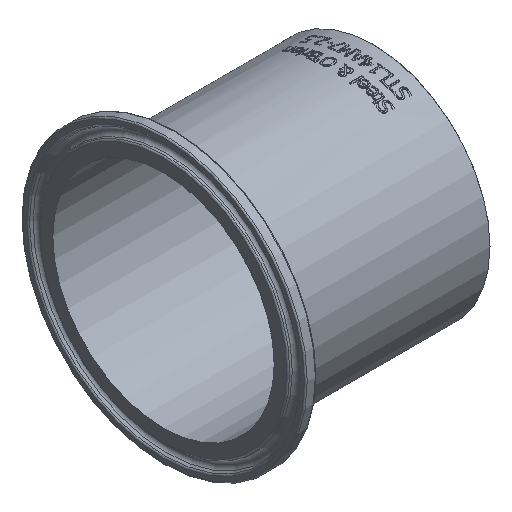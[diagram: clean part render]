
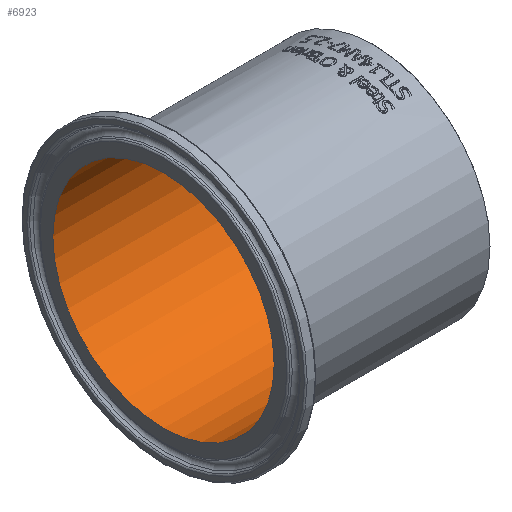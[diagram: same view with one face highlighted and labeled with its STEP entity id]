
A CAD part, isometric view. The second image highlights one B-rep face of the part: STEP entity #6923.
In plain terms, the highlighted cylindrical face has radius 30.099 mm (diameter 60.198 mm), a full revolution.
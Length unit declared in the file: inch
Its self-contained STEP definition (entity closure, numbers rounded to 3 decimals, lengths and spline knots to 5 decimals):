
#112=FACE_BOUND('',#1263,.T.);
#832=FACE_OUTER_BOUND('',#1262,.T.);
#1262=EDGE_LOOP('',(#6457));
#1263=EDGE_LOOP('',(#6458));
#1454=CIRCLE('',#7365,1.185);
#1456=CIRCLE('',#7369,1.185);
#3415=VERTEX_POINT('',#14937);
#3417=VERTEX_POINT('',#14943);
#4434=EDGE_CURVE('',#3415,#3415,#1454,.T.);
#4436=EDGE_CURVE('',#3417,#3417,#1456,.T.);
#6457=ORIENTED_EDGE('',*,*,#4436,.F.);
#6458=ORIENTED_EDGE('',*,*,#4434,.F.);
#6517=CYLINDRICAL_SURFACE('',#7368,1.185);
#6923=ADVANCED_FACE('',(#832,#112),#6517,.F.);
#7365=AXIS2_PLACEMENT_3D('',#14938,#8722,#8723);
#7368=AXIS2_PLACEMENT_3D('',#14942,#8728,#8729);
#7369=AXIS2_PLACEMENT_3D('',#14944,#8730,#8731);
#8722=DIRECTION('center_axis',(-1.,0.,0.));
#8723=DIRECTION('ref_axis',(0.,-1.,0.));
#8728=DIRECTION('center_axis',(1.,0.,0.));
#8729=DIRECTION('ref_axis',(0.,1.,0.));
#8730=DIRECTION('center_axis',(1.,0.,0.));
#8731=DIRECTION('ref_axis',(0.,0.,-1.));
#14937=CARTESIAN_POINT('',(2.245,1.185,0.));
#14938=CARTESIAN_POINT('Origin',(2.245,0.,0.));
#14942=CARTESIAN_POINT('Origin',(1.1405,0.,0.));
#14943=CARTESIAN_POINT('',(0.,1.185,0.));
#14944=CARTESIAN_POINT('Origin',(0.,0.,0.));
